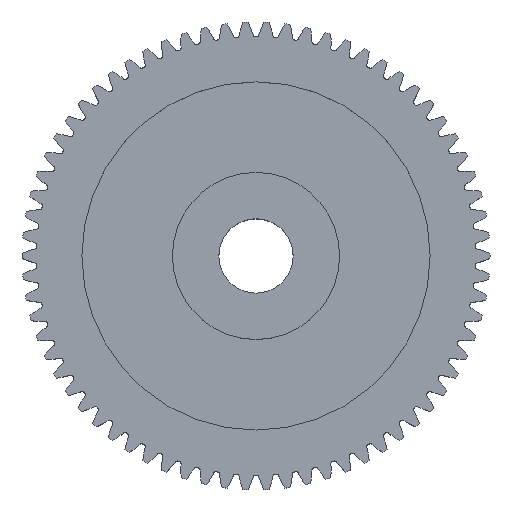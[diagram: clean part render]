
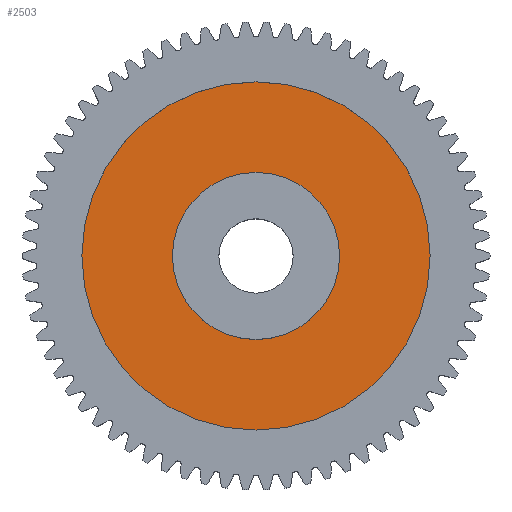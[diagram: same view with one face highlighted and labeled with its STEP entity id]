
A CAD part, top view. The second image highlights one B-rep face of the part: STEP entity #2503.
In plain terms, the highlighted planar face has unit normal (0, 0, 1).
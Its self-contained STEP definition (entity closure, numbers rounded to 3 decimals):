
#2245 = VERTEX_POINT ( 'NONE', #6800 ) ;
#2246 = VERTEX_POINT ( 'NONE', #6793 ) ;
#2252 = VERTEX_POINT ( 'NONE', #6797 ) ;
#2288 = VERTEX_POINT ( 'NONE', #6582 ) ;
#2494 = EDGE_CURVE ( 'NONE', #2252, #2245, #6964, .T. ) ;
#2498 = ORIENTED_EDGE ( 'NONE', *, *, #2786, .F. ) ;
#2499 = EDGE_LOOP ( 'NONE', ( #2516, #2505 ) ) ;
#2500 = EDGE_CURVE ( 'NONE', #2288, #2246, #6925, .T. ) ;
#2503 = ADVANCED_FACE ( 'NONE', ( #6924, #6923 ), #6914, .F. ) ;
#2505 = ORIENTED_EDGE ( 'NONE', *, *, #2494, .T. ) ;
#2506 = EDGE_LOOP ( 'NONE', ( #2507, #2498 ) ) ;
#2507 = ORIENTED_EDGE ( 'NONE', *, *, #2500, .F. ) ;
#2516 = ORIENTED_EDGE ( 'NONE', *, *, #2681, .T. ) ;
#2681 = EDGE_CURVE ( 'NONE', #2245, #2252, #7113, .T. ) ;
#2786 = EDGE_CURVE ( 'NONE', #2246, #2288, #7387, .T. ) ;
#6582 = CARTESIAN_POINT ( 'NONE',  ( -18.75, 0., 4. ) ) ;
#6793 = CARTESIAN_POINT ( 'NONE',  ( 18.75, 0., 4. ) ) ;
#6797 = CARTESIAN_POINT ( 'NONE',  ( 9., 0., 4. ) ) ;
#6800 = CARTESIAN_POINT ( 'NONE',  ( -9., 0., 4. ) ) ;
#6875 = CARTESIAN_POINT ( 'NONE',  ( 0., 0., 4. ) ) ;
#6908 = DIRECTION ( 'NONE',  ( -1., 0., 0. ) ) ;
#6909 = DIRECTION ( 'NONE',  ( 0., 0., -1. ) ) ;
#6910 = CARTESIAN_POINT ( 'NONE',  ( 0., 0., 4. ) ) ;
#6914 = PLANE ( 'NONE',  #6926 ) ;
#6915 = DIRECTION ( 'NONE',  ( -1., 0., 0. ) ) ;
#6916 = DIRECTION ( 'NONE',  ( 0., 0., -1. ) ) ;
#6917 = AXIS2_PLACEMENT_3D ( 'NONE', #6965, #6916, #6915 ) ;
#6923 = FACE_OUTER_BOUND ( 'NONE', #2506, .T. ) ;
#6924 = FACE_BOUND ( 'NONE', #2499, .T. ) ;
#6925 = CIRCLE ( 'NONE', #6917, 18.75 ) ;
#6926 = AXIS2_PLACEMENT_3D ( 'NONE', #6910, #6909, #6908 ) ;
#6958 = DIRECTION ( 'NONE',  ( -1., 0., 0. ) ) ;
#6959 = DIRECTION ( 'NONE',  ( 0., 0., -1. ) ) ;
#6963 = AXIS2_PLACEMENT_3D ( 'NONE', #6875, #6959, #6958 ) ;
#6964 = CIRCLE ( 'NONE', #6963, 9. ) ;
#6965 = CARTESIAN_POINT ( 'NONE',  ( 0., 0., 4. ) ) ;
#7105 = CARTESIAN_POINT ( 'NONE',  ( 0., 0., 4. ) ) ;
#7113 = CIRCLE ( 'NONE', #7117, 9. ) ;
#7117 = AXIS2_PLACEMENT_3D ( 'NONE', #7105, #7153, #7152 ) ;
#7152 = DIRECTION ( 'NONE',  ( -1., 0., 0. ) ) ;
#7153 = DIRECTION ( 'NONE',  ( 0., 0., -1. ) ) ;
#7384 = DIRECTION ( 'NONE',  ( -1., 0., 0. ) ) ;
#7385 = DIRECTION ( 'NONE',  ( 0., 0., -1. ) ) ;
#7386 = AXIS2_PLACEMENT_3D ( 'NONE', #7456, #7385, #7384 ) ;
#7387 = CIRCLE ( 'NONE', #7386, 18.75 ) ;
#7456 = CARTESIAN_POINT ( 'NONE',  ( 0., 0., 4. ) ) ;
